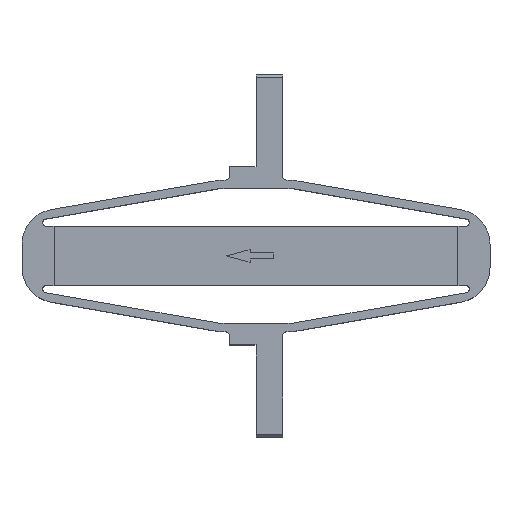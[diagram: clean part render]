
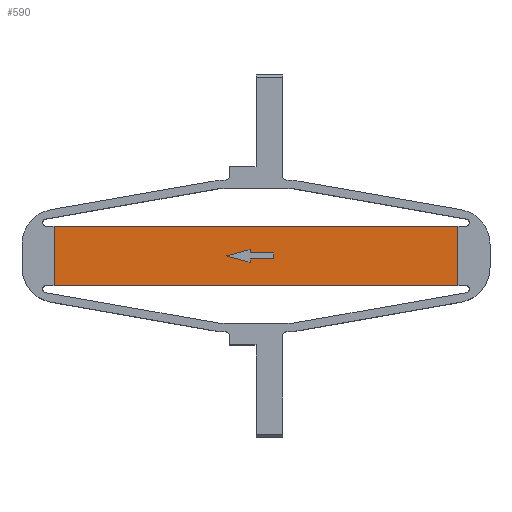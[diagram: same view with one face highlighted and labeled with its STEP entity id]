
A CAD part, top view. The second image highlights one B-rep face of the part: STEP entity #590.
In plain terms, the highlighted planar face has unit normal (0, 0, 1).
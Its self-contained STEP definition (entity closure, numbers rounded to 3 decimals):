
#10 = CARTESIAN_POINT ( 'NONE',  ( -1., 0.5, 5. ) ) ;
#57 = LINE ( 'NONE', #2570, #277 ) ;
#68 = PLANE ( 'NONE',  #1818 ) ;
#73 = EDGE_CURVE ( 'NONE', #283, #2767, #1568, .T. ) ;
#87 = DIRECTION ( 'NONE',  ( 0., -1., 0. ) ) ;
#119 = ORIENTED_EDGE ( 'NONE', *, *, #1728, .F. ) ;
#160 = CARTESIAN_POINT ( 'NONE',  ( 33.99, -5., 5. ) ) ;
#166 = ORIENTED_EDGE ( 'NONE', *, *, #1984, .F. ) ;
#176 = VERTEX_POINT ( 'NONE', #1453 ) ;
#213 = LINE ( 'NONE', #1137, #1120 ) ;
#234 = CARTESIAN_POINT ( 'NONE',  ( 3., 0.5, 5. ) ) ;
#244 = CARTESIAN_POINT ( 'NONE',  ( -1., -0.5, 5. ) ) ;
#277 = VECTOR ( 'NONE', #87, 1000. ) ;
#283 = VERTEX_POINT ( 'NONE', #2834 ) ;
#288 = VERTEX_POINT ( 'NONE', #160 ) ;
#294 = DIRECTION ( 'NONE',  ( 0., 1., 0. ) ) ;
#308 = CARTESIAN_POINT ( 'NONE',  ( -34., -5., 5. ) ) ;
#320 = LINE ( 'NONE', #2310, #1320 ) ;
#328 = EDGE_LOOP ( 'NONE', ( #1439, #480, #1476, #119, #2885, #166, #1541 ) ) ;
#399 = LINE ( 'NONE', #676, #1346 ) ;
#405 = CARTESIAN_POINT ( 'NONE',  ( -1., -1.072, 5. ) ) ;
#420 = CARTESIAN_POINT ( 'NONE',  ( -33.99, 5., 5. ) ) ;
#475 = EDGE_CURVE ( 'NONE', #1527, #2576, #1373, .T. ) ;
#480 = ORIENTED_EDGE ( 'NONE', *, *, #1546, .F. ) ;
#492 = ORIENTED_EDGE ( 'NONE', *, *, #759, .T. ) ;
#493 = CARTESIAN_POINT ( 'NONE',  ( -5., 0., 5. ) ) ;
#590 = ADVANCED_FACE ( 'NONE', ( #605, #2618 ), #68, .F. ) ;
#605 = FACE_BOUND ( 'NONE', #328, .T. ) ;
#676 = CARTESIAN_POINT ( 'NONE',  ( 33.99, -5., 5. ) ) ;
#742 = CARTESIAN_POINT ( 'NONE',  ( -34., -5., 5. ) ) ;
#743 = ORIENTED_EDGE ( 'NONE', *, *, #1600, .F. ) ;
#752 = VECTOR ( 'NONE', #2680, 1000. ) ;
#755 = VECTOR ( 'NONE', #963, 1000. ) ;
#759 = EDGE_CURVE ( 'NONE', #288, #1949, #399, .T. ) ;
#864 = CARTESIAN_POINT ( 'NONE',  ( 3., -0.5, 5. ) ) ;
#961 = ORIENTED_EDGE ( 'NONE', *, *, #1240, .T. ) ;
#963 = DIRECTION ( 'NONE',  ( -0.966, -0.259, 0. ) ) ;
#1059 = DIRECTION ( 'NONE',  ( 0., 1., 0. ) ) ;
#1120 = VECTOR ( 'NONE', #2036, 1000. ) ;
#1137 = CARTESIAN_POINT ( 'NONE',  ( 3., -0.5, 5. ) ) ;
#1150 = CARTESIAN_POINT ( 'NONE',  ( -33.99, -5., 5. ) ) ;
#1216 = VERTEX_POINT ( 'NONE', #2121 ) ;
#1222 = VECTOR ( 'NONE', #2132, 1000. ) ;
#1232 = DIRECTION ( 'NONE',  ( 0.966, -0.259, 0. ) ) ;
#1240 = EDGE_CURVE ( 'NONE', #2655, #1588, #57, .T. ) ;
#1257 = VECTOR ( 'NONE', #2247, 1000. ) ;
#1274 = VECTOR ( 'NONE', #1232, 1000. ) ;
#1320 = VECTOR ( 'NONE', #294, 1000. ) ;
#1346 = VECTOR ( 'NONE', #1059, 1000. ) ;
#1373 = LINE ( 'NONE', #1830, #1257 ) ;
#1439 = ORIENTED_EDGE ( 'NONE', *, *, #73, .F. ) ;
#1445 = LINE ( 'NONE', #742, #2115 ) ;
#1453 = CARTESIAN_POINT ( 'NONE',  ( -1., 1.072, 5. ) ) ;
#1476 = ORIENTED_EDGE ( 'NONE', *, *, #475, .F. ) ;
#1527 = VERTEX_POINT ( 'NONE', #244 ) ;
#1541 = ORIENTED_EDGE ( 'NONE', *, *, #2895, .F. ) ;
#1546 = EDGE_CURVE ( 'NONE', #2576, #283, #213, .T. ) ;
#1568 = LINE ( 'NONE', #234, #2702 ) ;
#1588 = VERTEX_POINT ( 'NONE', #1150 ) ;
#1600 = EDGE_CURVE ( 'NONE', #288, #1588, #1445, .T. ) ;
#1620 = DIRECTION ( 'NONE',  ( -1., 0., 0. ) ) ;
#1658 = DIRECTION ( 'NONE',  ( 0., 0., -1. ) ) ;
#1728 = EDGE_CURVE ( 'NONE', #2513, #1527, #2143, .T. ) ;
#1818 = AXIS2_PLACEMENT_3D ( 'NONE', #308, #1658, #2085 ) ;
#1830 = CARTESIAN_POINT ( 'NONE',  ( 3., -0.5, 5. ) ) ;
#1838 = EDGE_CURVE ( 'NONE', #1949, #2655, #2353, .T. ) ;
#1947 = CARTESIAN_POINT ( 'NONE',  ( -1., -1.072, 5. ) ) ;
#1949 = VERTEX_POINT ( 'NONE', #2432 ) ;
#1984 = EDGE_CURVE ( 'NONE', #176, #1216, #2304, .T. ) ;
#2036 = DIRECTION ( 'NONE',  ( 0., 1., 0. ) ) ;
#2080 = CARTESIAN_POINT ( 'NONE',  ( -1., 1.072, 5. ) ) ;
#2085 = DIRECTION ( 'NONE',  ( -1., 0., 0. ) ) ;
#2115 = VECTOR ( 'NONE', #1620, 1000. ) ;
#2121 = CARTESIAN_POINT ( 'NONE',  ( -5., 0., 5. ) ) ;
#2132 = DIRECTION ( 'NONE',  ( 0., 1., 0. ) ) ;
#2143 = LINE ( 'NONE', #1947, #1222 ) ;
#2247 = DIRECTION ( 'NONE',  ( 1., 0., 0. ) ) ;
#2286 = ORIENTED_EDGE ( 'NONE', *, *, #1838, .T. ) ;
#2304 = LINE ( 'NONE', #2080, #755 ) ;
#2310 = CARTESIAN_POINT ( 'NONE',  ( -1., 0.5, 5. ) ) ;
#2353 = LINE ( 'NONE', #2447, #752 ) ;
#2432 = CARTESIAN_POINT ( 'NONE',  ( 33.99, 5., 5. ) ) ;
#2447 = CARTESIAN_POINT ( 'NONE',  ( -34., 5., 5. ) ) ;
#2481 = DIRECTION ( 'NONE',  ( -1., 0., 0. ) ) ;
#2513 = VERTEX_POINT ( 'NONE', #405 ) ;
#2538 = LINE ( 'NONE', #493, #1274 ) ;
#2570 = CARTESIAN_POINT ( 'NONE',  ( -33.99, -5., 5. ) ) ;
#2576 = VERTEX_POINT ( 'NONE', #864 ) ;
#2618 = FACE_OUTER_BOUND ( 'NONE', #2889, .T. ) ;
#2655 = VERTEX_POINT ( 'NONE', #420 ) ;
#2680 = DIRECTION ( 'NONE',  ( -1., 0., 0. ) ) ;
#2702 = VECTOR ( 'NONE', #2481, 1000. ) ;
#2767 = VERTEX_POINT ( 'NONE', #10 ) ;
#2810 = EDGE_CURVE ( 'NONE', #1216, #2513, #2538, .T. ) ;
#2834 = CARTESIAN_POINT ( 'NONE',  ( 3., 0.5, 5. ) ) ;
#2885 = ORIENTED_EDGE ( 'NONE', *, *, #2810, .F. ) ;
#2889 = EDGE_LOOP ( 'NONE', ( #2286, #961, #743, #492 ) ) ;
#2895 = EDGE_CURVE ( 'NONE', #2767, #176, #320, .T. ) ;
